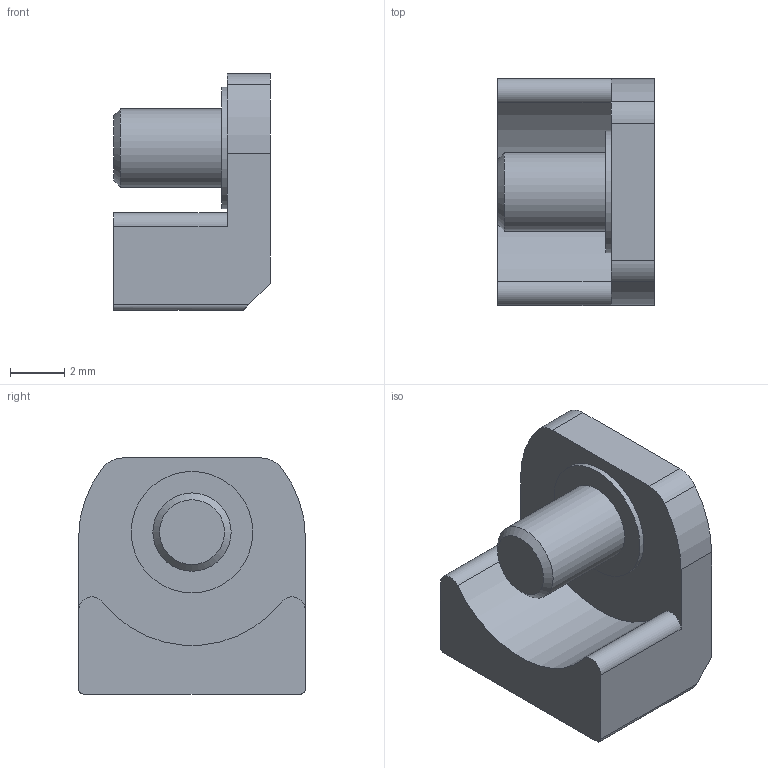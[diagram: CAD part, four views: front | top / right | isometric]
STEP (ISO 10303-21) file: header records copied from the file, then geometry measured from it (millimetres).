
FILE_DESCRIPTION(/* description */ (''),/* implementation_level */ '2;1');
FILE_NAME(/* name */ 'Ed''s parts/DUET 3D/9/MFM_enc_idler v6.step',/* time_stamp */ '2019-07-12T11:57:33+01:00',/* author */ (''),/* organization */ (''),/* preprocessor_version */ 'ST-DEVELOPER v18',/* originating_system */ 'Autodesk Translation Framework v8.2.0.1029',/* authorisation */ '');
FILE_SCHEMA (('AUTOMOTIVE_DESIGN { 1 0 10303 214 3 1 1 }'));
Length unit declared in the file: millimetre
Products named in the file (1): MFM_enc_idler
Bounding box: 5.8 x 8.4 x 8.75 mm (x, y, z)
Volume: 228.9 mm3; surface area: 329.1 mm2
Topology: 1 solids, 1 shells, 22 faces, 53 edges, 35 vertices
Faces by surface type: cylinder 11, plane 10, cone 1
Full cylindrical faces by diameter (mm): 2.9 x1, 4.5 x1
Entity records: 692 total; most frequent: DIRECTION 122, CARTESIAN_POINT 111, ORIENTED_EDGE 106, EDGE_CURVE 53, AXIS2_PLACEMENT_3D 46, VERTEX_POINT 35, LINE 30, VECTOR 30
